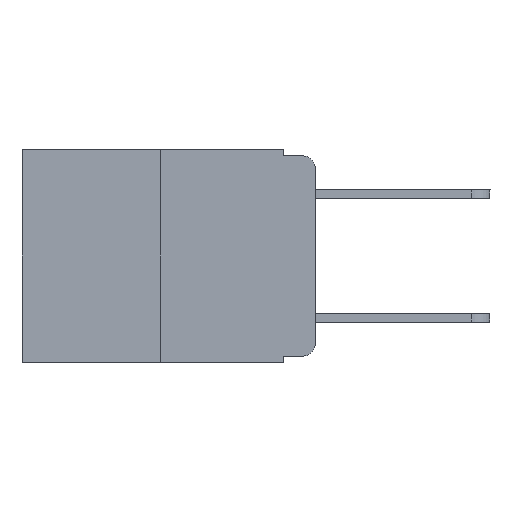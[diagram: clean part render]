
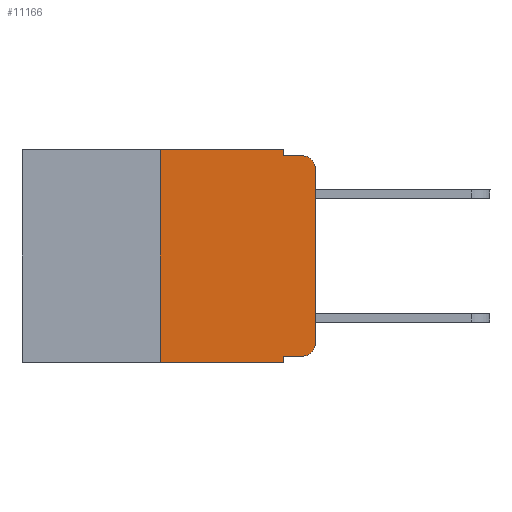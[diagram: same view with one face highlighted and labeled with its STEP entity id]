
A CAD part, left-side view. The second image highlights one B-rep face of the part: STEP entity #11166.
In plain terms, the highlighted planar face has unit normal (-1, 0, 0).
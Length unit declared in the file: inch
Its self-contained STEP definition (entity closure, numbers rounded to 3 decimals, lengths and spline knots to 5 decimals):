
#704 = DIRECTION ( 'NONE',  ( 0., 0., -1. ) ) ;
#806 = ORIENTED_EDGE ( 'NONE', *, *, #8959, .F. ) ;
#943 = EDGE_CURVE ( 'NONE', #5154, #9873, #4677, .T. ) ;
#981 = EDGE_CURVE ( 'NONE', #13234, #8813, #9712, .T. ) ;
#1139 = CARTESIAN_POINT ( 'NONE',  ( 0., 0.051, -0.01 ) ) ;
#1260 = EDGE_CURVE ( 'NONE', #9873, #4715, #12242, .T. ) ;
#1425 = VERTEX_POINT ( 'NONE', #9348 ) ;
#1529 = DIRECTION ( 'NONE',  ( 0., 0., 1. ) ) ;
#1600 = VECTOR ( 'NONE', #1529, 39.37008 ) ;
#1716 = CARTESIAN_POINT ( 'NONE',  ( 0., 0.02, -0.313 ) ) ;
#2144 = CARTESIAN_POINT ( 'NONE',  ( 0., 0.051, 0. ) ) ;
#2303 = LINE ( 'NONE', #2533, #5544 ) ;
#2533 = CARTESIAN_POINT ( 'NONE',  ( 0., 0.051, -0.333 ) ) ;
#2839 = CARTESIAN_POINT ( 'NONE',  ( 0., 0.051, -0.333 ) ) ;
#3035 = CARTESIAN_POINT ( 'NONE',  ( 0., 0.02, -0.333 ) ) ;
#3144 = DIRECTION ( 'NONE',  ( 0., 0., -1. ) ) ;
#3432 = LINE ( 'NONE', #8892, #9936 ) ;
#3929 = CARTESIAN_POINT ( 'NONE',  ( 0., 0.25, -0.343 ) ) ;
#3969 = VECTOR ( 'NONE', #12008, 39.37008 ) ;
#4192 = VECTOR ( 'NONE', #6320, 39.37008 ) ;
#4531 = CARTESIAN_POINT ( 'NONE',  ( 0., 0.473, 0. ) ) ;
#4677 = LINE ( 'NONE', #4531, #9236 ) ;
#4715 = VERTEX_POINT ( 'NONE', #1139 ) ;
#4738 = CARTESIAN_POINT ( 'NONE',  ( 0., 0.051, -0.343 ) ) ;
#4798 = ORIENTED_EDGE ( 'NONE', *, *, #1260, .F. ) ;
#5101 = CARTESIAN_POINT ( 'NONE',  ( 0., 0., -0.313 ) ) ;
#5154 = VERTEX_POINT ( 'NONE', #10082 ) ;
#5163 = PLANE ( 'NONE',  #5881 ) ;
#5393 = ORIENTED_EDGE ( 'NONE', *, *, #943, .F. ) ;
#5394 = CARTESIAN_POINT ( 'NONE',  ( 0., 0.02, -0.03 ) ) ;
#5420 = DIRECTION ( 'NONE',  ( 0., 0., -1. ) ) ;
#5467 = ORIENTED_EDGE ( 'NONE', *, *, #9220, .T. ) ;
#5544 = VECTOR ( 'NONE', #10159, 39.37008 ) ;
#5604 = ORIENTED_EDGE ( 'NONE', *, *, #12269, .T. ) ;
#5633 = AXIS2_PLACEMENT_3D ( 'NONE', #5394, #9758, #3144 ) ;
#5803 = ORIENTED_EDGE ( 'NONE', *, *, #6425, .T. ) ;
#5881 = AXIS2_PLACEMENT_3D ( 'NONE', #8295, #10557, #704 ) ;
#5987 = EDGE_CURVE ( 'NONE', #11173, #14225, #3432, .T. ) ;
#6257 = CARTESIAN_POINT ( 'NONE',  ( 0., 0., -0.03 ) ) ;
#6320 = DIRECTION ( 'NONE',  ( 0., -1., 0. ) ) ;
#6349 = CARTESIAN_POINT ( 'NONE',  ( 0., 0.473, -0.343 ) ) ;
#6360 = EDGE_CURVE ( 'NONE', #8813, #10709, #13052, .T. ) ;
#6425 = EDGE_CURVE ( 'NONE', #11173, #13234, #2303, .T. ) ;
#7128 = FACE_OUTER_BOUND ( 'NONE', #12590, .T. ) ;
#7468 = EDGE_CURVE ( 'NONE', #9515, #5154, #13808, .T. ) ;
#7811 = LINE ( 'NONE', #6349, #3969 ) ;
#8215 = ORIENTED_EDGE ( 'NONE', *, *, #981, .T. ) ;
#8295 = CARTESIAN_POINT ( 'NONE',  ( 0., 0.473, 0. ) ) ;
#8301 = CARTESIAN_POINT ( 'NONE',  ( 0., 0.25, 0. ) ) ;
#8813 = VERTEX_POINT ( 'NONE', #5101 ) ;
#8892 = CARTESIAN_POINT ( 'NONE',  ( 0., 0.051, 0. ) ) ;
#8959 = EDGE_CURVE ( 'NONE', #4715, #1425, #9673, .T. ) ;
#9103 = DIRECTION ( 'NONE',  ( 0., 0., -1. ) ) ;
#9220 = EDGE_CURVE ( 'NONE', #9515, #14225, #7811, .T. ) ;
#9236 = VECTOR ( 'NONE', #13375, 39.37008 ) ;
#9348 = CARTESIAN_POINT ( 'NONE',  ( 0., 0.02, -0.01 ) ) ;
#9368 = DIRECTION ( 'NONE',  ( 0., 0., -1. ) ) ;
#9443 = CARTESIAN_POINT ( 'NONE',  ( 0., 0.051, 0. ) ) ;
#9484 = AXIS2_PLACEMENT_3D ( 'NONE', #1716, #11533, #9368 ) ;
#9515 = VERTEX_POINT ( 'NONE', #3929 ) ;
#9673 = LINE ( 'NONE', #14237, #4192 ) ;
#9712 = CIRCLE ( 'NONE', #9484, 0.02 ) ;
#9758 = DIRECTION ( 'NONE',  ( -1., 0., 0. ) ) ;
#9873 = VERTEX_POINT ( 'NONE', #9443 ) ;
#9895 = ORIENTED_EDGE ( 'NONE', *, *, #6360, .T. ) ;
#9936 = VECTOR ( 'NONE', #9103, 39.37008 ) ;
#10082 = CARTESIAN_POINT ( 'NONE',  ( 0., 0.25, 0. ) ) ;
#10159 = DIRECTION ( 'NONE',  ( 0., -1., 0. ) ) ;
#10418 = VECTOR ( 'NONE', #11897, 39.37008 ) ;
#10557 = DIRECTION ( 'NONE',  ( 1., 0., 0. ) ) ;
#10709 = VERTEX_POINT ( 'NONE', #6257 ) ;
#10866 = ORIENTED_EDGE ( 'NONE', *, *, #5987, .F. ) ;
#11166 = ADVANCED_FACE ( 'NONE', ( #7128 ), #5163, .F. ) ;
#11173 = VERTEX_POINT ( 'NONE', #2839 ) ;
#11533 = DIRECTION ( 'NONE',  ( -1., 0., 0. ) ) ;
#11897 = DIRECTION ( 'NONE',  ( 0., 0., 1. ) ) ;
#12008 = DIRECTION ( 'NONE',  ( 0., -1., 0. ) ) ;
#12116 = CARTESIAN_POINT ( 'NONE',  ( 0., 0., 0. ) ) ;
#12242 = LINE ( 'NONE', #2144, #13569 ) ;
#12269 = EDGE_CURVE ( 'NONE', #10709, #1425, #12816, .T. ) ;
#12590 = EDGE_LOOP ( 'NONE', ( #9895, #5604, #806, #4798, #5393, #13084, #5467, #10866, #5803, #8215 ) ) ;
#12816 = CIRCLE ( 'NONE', #5633, 0.02 ) ;
#13052 = LINE ( 'NONE', #12116, #10418 ) ;
#13084 = ORIENTED_EDGE ( 'NONE', *, *, #7468, .F. ) ;
#13234 = VERTEX_POINT ( 'NONE', #3035 ) ;
#13375 = DIRECTION ( 'NONE',  ( 0., -1., 0. ) ) ;
#13569 = VECTOR ( 'NONE', #5420, 39.37008 ) ;
#13808 = LINE ( 'NONE', #8301, #1600 ) ;
#14225 = VERTEX_POINT ( 'NONE', #4738 ) ;
#14237 = CARTESIAN_POINT ( 'NONE',  ( 0., 0.051, -0.01 ) ) ;
